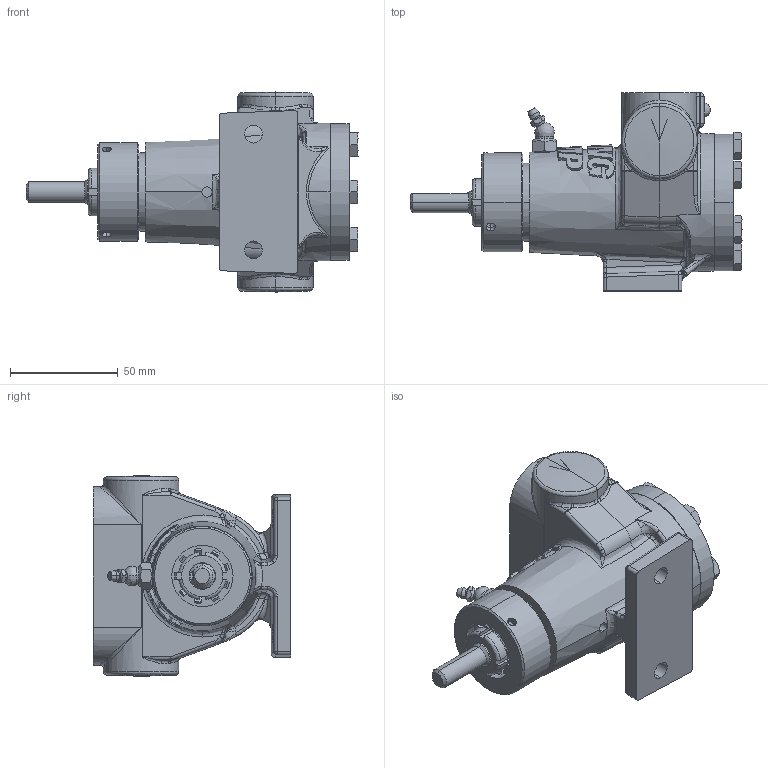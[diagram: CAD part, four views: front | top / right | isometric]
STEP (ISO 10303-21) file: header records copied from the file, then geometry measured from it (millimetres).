
FILE_DESCRIPTION (( 'STEP AP214' ), '1' );
FILE_NAME ('F4624B.1.STEP', '2016-09-09T14:36:48', ( '' ), ( '' ), 'SwSTEP 2.0', 'SolidWorks 2015', '' );
FILE_SCHEMA (( 'AUTOMOTIVE_DESIGN' ));
Length unit declared in the file: inch
Products named in the file (2): F4624B.1
Bounding box: 154.2 x 91.95 x 93.17 mm (x, y, z)
Volume: 395653.9 mm3; surface area: 48818.9 mm2
Topology: 1 solids, 1 shells, 714 faces, 1799 edges, 1074 vertices
Faces by surface type: bspline 232, plane 214, cylinder 163, cone 105
Entity records: 65219 total; most frequent: CARTESIAN_POINT 45421, ORIENTED_EDGE 3510, DIRECTION 2618, EDGE_CURVE 1755, VERTEX_POINT 1074, AXIS2_PLACEMENT_3D 987, EDGE_LOOP 753, FACE_OUTER_BOUND 714
